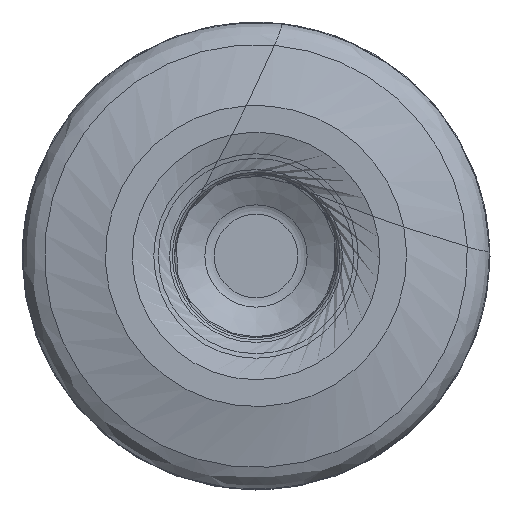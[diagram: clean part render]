
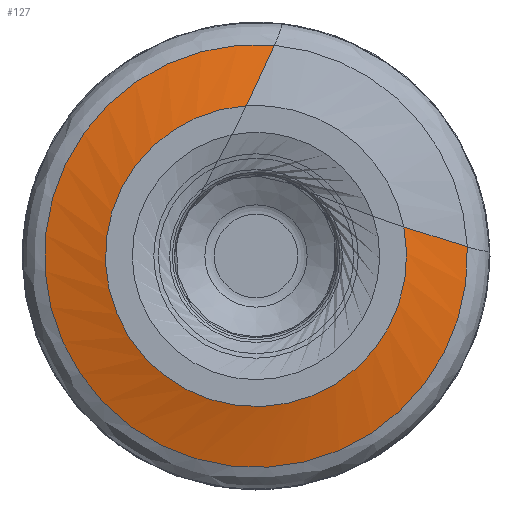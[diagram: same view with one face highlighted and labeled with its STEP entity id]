
A CAD part, left-side view. The second image highlights one B-rep face of the part: STEP entity #127.
In plain terms, the highlighted free-form (B-spline) face has degree [1, 3] with [2, 7] control points.
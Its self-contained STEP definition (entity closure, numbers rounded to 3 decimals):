
#127=ADVANCED_FACE('',(#194),#171,.F.);
#171=(
BOUNDED_SURFACE()
B_SPLINE_SURFACE(1,3,((#959,#960,#961,#962,#963,#964,#965),(#966,#967,#968,
#969,#970,#971,#972)),.UNSPECIFIED.,.F.,.F.,.F.)
B_SPLINE_SURFACE_WITH_KNOTS((2,2),(4,3,4),(0.,1.),(0.,0.5,1.),
 .UNSPECIFIED.)
GEOMETRIC_REPRESENTATION_ITEM()
RATIONAL_B_SPLINE_SURFACE(((1.,0.568,0.568,1.,0.568,
0.568,1.),(1.,0.568,0.568,1.,0.568,
0.568,1.)))
REPRESENTATION_ITEM('')
SURFACE()
);
#194=FACE_OUTER_BOUND('',#220,.T.);
#220=EDGE_LOOP('',(#352,#353,#354,#355));
#287=CIRCLE('',#622,8.045);
#288=CIRCLE('',#624,11.297);
#352=ORIENTED_EDGE('',*,*,#526,.F.);
#353=ORIENTED_EDGE('',*,*,#527,.T.);
#354=ORIENTED_EDGE('',*,*,#523,.T.);
#355=ORIENTED_EDGE('',*,*,#528,.T.);
#474=VERTEX_POINT('',#949);
#475=VERTEX_POINT('',#950);
#476=VERTEX_POINT('',#955);
#477=VERTEX_POINT('',#956);
#523=EDGE_CURVE('',#474,#475,#287,.T.);
#526=EDGE_CURVE('',#476,#477,#288,.T.);
#527=EDGE_CURVE('',#476,#474,#584,.T.);
#528=EDGE_CURVE('',#475,#477,#585,.T.);
#584=LINE('',#957,#602);
#585=LINE('',#958,#603);
#602=VECTOR('',#716,1.);
#603=VECTOR('',#717,1.);
#622=AXIS2_PLACEMENT_3D('',#948,#708,#709);
#624=AXIS2_PLACEMENT_3D('',#954,#714,#715);
#708=DIRECTION('',(1.,0.,0.));
#709=DIRECTION('',(0.,-0.981,0.193));
#714=DIRECTION('',(1.,0.,0.));
#715=DIRECTION('',(0.,-0.999,0.044));
#716=DIRECTION('',(-0.24,0.927,0.288));
#717=DIRECTION('',(0.24,-0.406,0.882));
#948=CARTESIAN_POINT('',(0.,0.,0.));
#949=CARTESIAN_POINT('',(0.,-7.894,1.551));
#950=CARTESIAN_POINT('',(0.,0.508,8.029));
#954=CARTESIAN_POINT('',(0.879,0.,0.));
#955=CARTESIAN_POINT('',(0.879,-11.286,0.497));
#956=CARTESIAN_POINT('',(0.879,-0.979,11.255));
#957=CARTESIAN_POINT('',(0.,-7.894,1.551));
#958=CARTESIAN_POINT('',(0.,0.508,8.029));
#959=CARTESIAN_POINT('',(0.,-7.894,1.551));
#960=CARTESIAN_POINT('',(0.,-9.597,-7.118));
#961=CARTESIAN_POINT('',(0.,-2.084,-11.766));
#962=CARTESIAN_POINT('',(0.,4.912,-6.371));
#963=CARTESIAN_POINT('',(0.,11.909,-0.977));
#964=CARTESIAN_POINT('',(0.,9.325,7.471));
#965=CARTESIAN_POINT('',(0.,0.508,8.029));
#966=CARTESIAN_POINT('',(0.879,-11.286,0.497));
#967=CARTESIAN_POINT('',(0.879,-11.832,-11.896));
#968=CARTESIAN_POINT('',(0.879,-0.425,-16.773));
#969=CARTESIAN_POINT('',(0.879,8.157,-7.816));
#970=CARTESIAN_POINT('',(0.879,16.74,1.142));
#971=CARTESIAN_POINT('',(0.879,11.38,12.329));
#972=CARTESIAN_POINT('',(0.879,-0.979,11.255));
